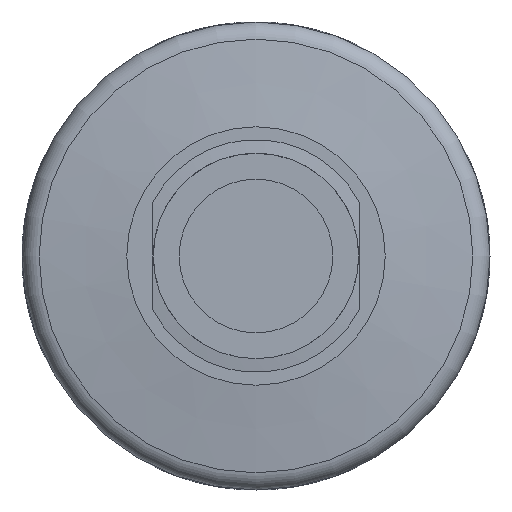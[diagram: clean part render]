
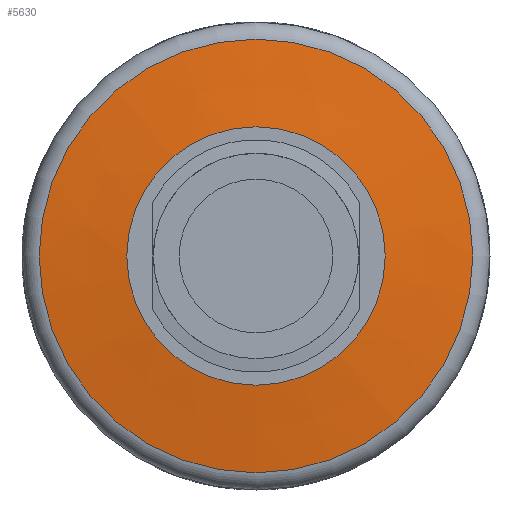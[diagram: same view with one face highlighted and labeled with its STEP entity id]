
A CAD part, front view. The second image highlights one B-rep face of the part: STEP entity #5630.
In plain terms, the highlighted conical face has half-angle 83 degrees and reference radius 15.521 mm.
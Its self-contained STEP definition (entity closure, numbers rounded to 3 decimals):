
#324=CONICAL_SURFACE('',#5937,15.521,1.449);
#387=CIRCLE('',#5936,15.521);
#388=CIRCLE('',#5938,9.25);
#664=ORIENTED_EDGE('',*,*,#1865,.F.);
#665=ORIENTED_EDGE('',*,*,#1864,.T.);
#1864=EDGE_CURVE('',#2467,#2467,#387,.T.);
#1865=EDGE_CURVE('',#2468,#2468,#388,.T.);
#2467=VERTEX_POINT('',#8052);
#2468=VERTEX_POINT('',#8055);
#3299=EDGE_LOOP('',(#664));
#3300=EDGE_LOOP('',(#665));
#3579=FACE_BOUND('',#3299,.T.);
#3580=FACE_BOUND('',#3300,.T.);
#5630=ADVANCED_FACE('',(#3579,#3580),#324,.T.);
#5936=AXIS2_PLACEMENT_3D('',#8051,#6420,#6421);
#5937=AXIS2_PLACEMENT_3D('',#8053,#6422,#6423);
#5938=AXIS2_PLACEMENT_3D('',#8054,#6424,#6425);
#6420=DIRECTION('',(0.,-1.,0.));
#6421=DIRECTION('',(0.,0.,-1.));
#6422=DIRECTION('',(0.,1.,0.));
#6423=DIRECTION('',(0.,0.,1.));
#6424=DIRECTION('',(0.,-1.,0.));
#6425=DIRECTION('',(0.,0.,-1.));
#8051=CARTESIAN_POINT('',(0.,9.77,0.));
#8052=CARTESIAN_POINT('',(0.,9.77,-15.521));
#8053=CARTESIAN_POINT('',(0.,9.77,0.));
#8054=CARTESIAN_POINT('',(0.,9.,0.));
#8055=CARTESIAN_POINT('',(0.,9.,-9.25));
